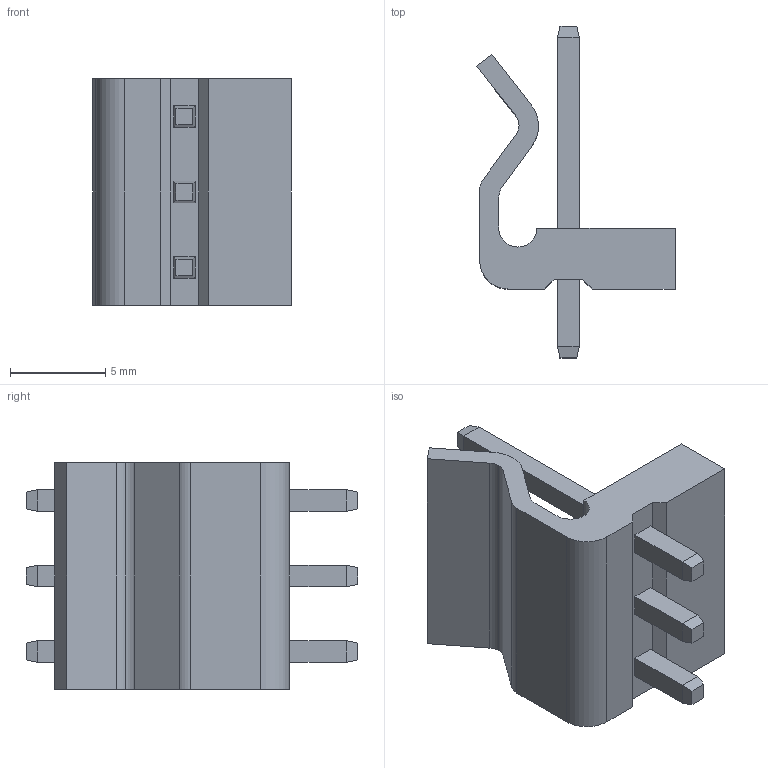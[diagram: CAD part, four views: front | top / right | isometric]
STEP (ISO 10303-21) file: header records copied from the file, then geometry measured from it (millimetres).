
FILE_DESCRIPTION (( 'STEP AP214' ), '1' );
FILE_NAME ('User Library-PWL-3.STEP', '2018-02-21T03:15:27', ( '' ), ( '' ), 'SwSTEP 2.0', 'SolidWorks 2018', '' );
FILE_SCHEMA (( 'AUTOMOTIVE_DESIGN' ));
Length unit declared in the file: millimetre
Products named in the file (1): User Library-PWL-3
Bounding box: 10.4 x 17.4 x 11.88 mm (x, y, z)
Volume: 532.3 mm3; surface area: 849.1 mm2
Topology: 1 solids, 1 shells, 78 faces, 186 edges, 116 vertices
Faces by surface type: plane 70, cylinder 8
Entity records: 3086 total; most frequent: CARTESIAN_POINT 381, ORIENTED_EDGE 372, DIRECTION 360, EDGE_CURVE 186, VECTOR 170, LINE 170, VERTEX_POINT 116, AXIS2_PLACEMENT_3D 95
